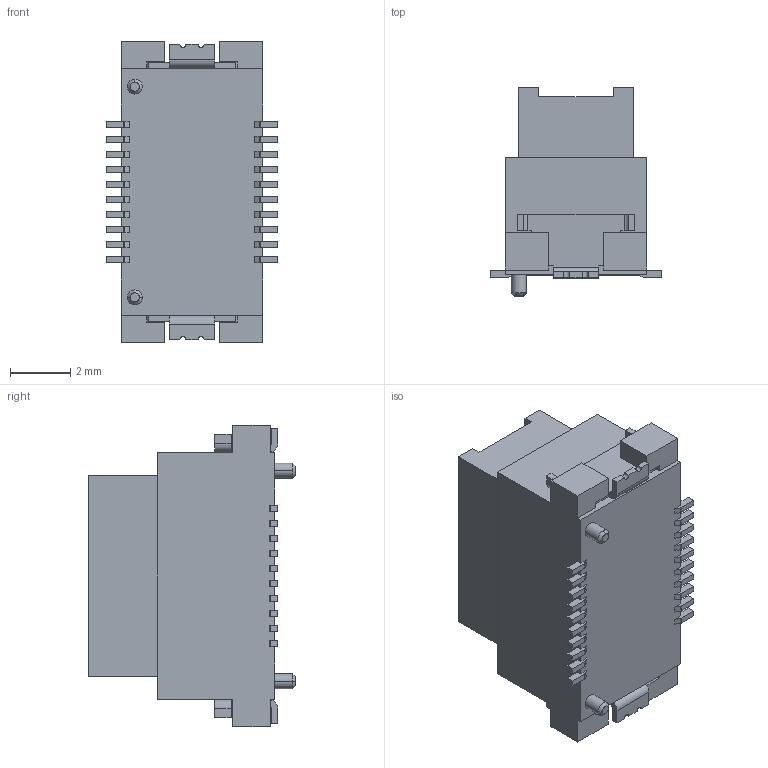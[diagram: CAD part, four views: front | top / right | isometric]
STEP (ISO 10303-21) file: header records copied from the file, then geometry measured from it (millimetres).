
FILE_DESCRIPTION(('OneSpaceDesigner STEP Export'),'2;1');
FILE_NAME('DF17(4_0)-20DP-0_5V.stp','2008-03-11T21:35:43',(''),(''),'OneSpace Designer STEP processor for AP214 (Solid Model)','OneSpace Modeling 15.00A 14-Mar-2007 (C) CoCreate Software GmbH','');
FILE_SCHEMA(('AUTOMOTIVE_DESIGN { 1 0 10303 214 1 1 1 1 }'));
Length unit declared in the file: millimetre
Products named in the file (1): DF17(4.0)-20DP-0.5V
Bounding box: 5.7 x 6.9 x 10 mm (x, y, z)
Volume: 180.3 mm3; surface area: 318.8 mm2
Topology: 1 solids, 1 shells, 492 faces, 1460 edges, 973 vertices
Faces by surface type: plane 368, cylinder 120, cone 4
Entity records: 16276 total; most frequent: ORIENTED_EDGE 2920, CARTESIAN_POINT 2903, DIRECTION 2653, EDGE_CURVE 1460, VECTOR 1207, LINE 1207, VERTEX_POINT 973, AXIS2_PLACEMENT_3D 723
